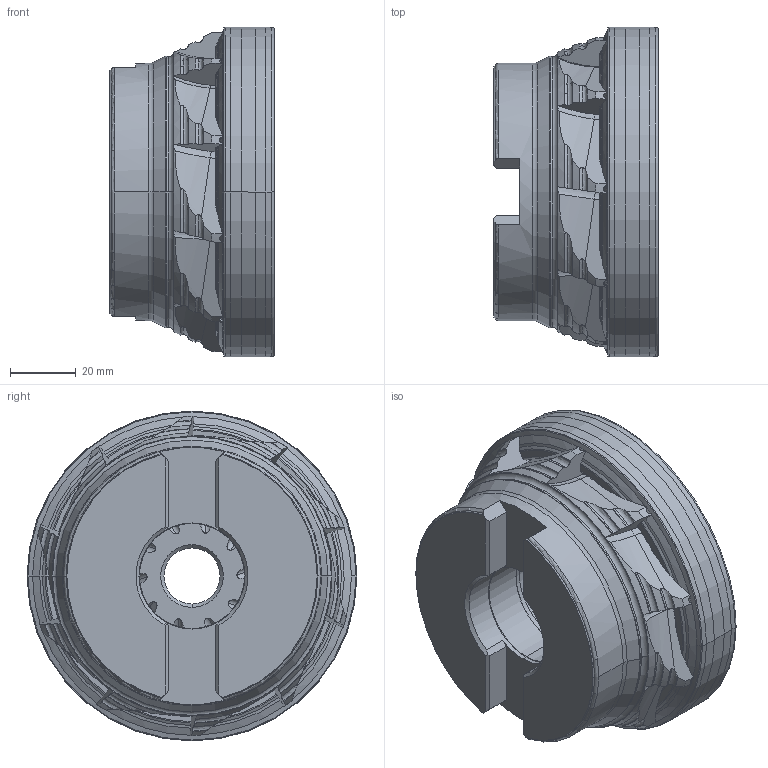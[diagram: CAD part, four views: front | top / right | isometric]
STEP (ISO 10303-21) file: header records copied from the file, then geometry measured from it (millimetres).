
FILE_DESCRIPTION (( 'STEP AP214' ), '1' );
FILE_NAME ('90PP-100-70-10.STEP', '2019-07-31T12:50:26', ( '' ), ( '' ), 'SwSTEP 2.0', 'SolidWorks 2019', '' );
FILE_SCHEMA (( 'AUTOMOTIVE_DESIGN' ));
Length unit declared in the file: millimetre
Products named in the file (1): 90PP-100-70-10
Bounding box: 49.99 x 100.02 x 100.02 mm (x, y, z)
Volume: 253956.2 mm3; surface area: 36228.7 mm2
Topology: 1 solids, 11 shells, 518 faces, 1474 edges, 960 vertices
Faces by surface type: cone 205, torus 133, plane 96, cylinder 84
Entity records: 21504 total; most frequent: CARTESIAN_POINT 7368, ORIENTED_EDGE 2948, DIRECTION 2165, EDGE_CURVE 1474, AXIS2_PLACEMENT_3D 979, VERTEX_POINT 960, B_SPLINE_CURVE_WITH_KNOTS 717, EDGE_LOOP 522
